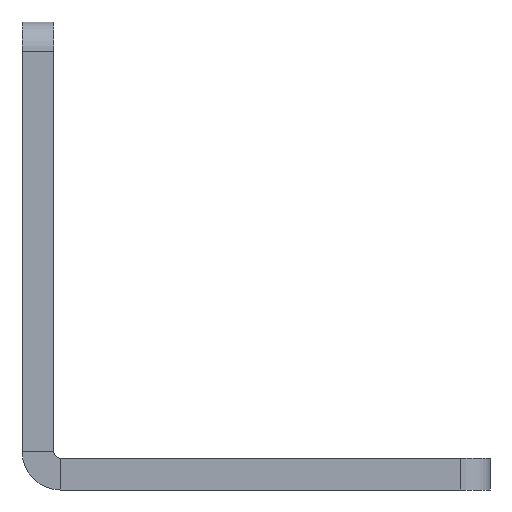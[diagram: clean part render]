
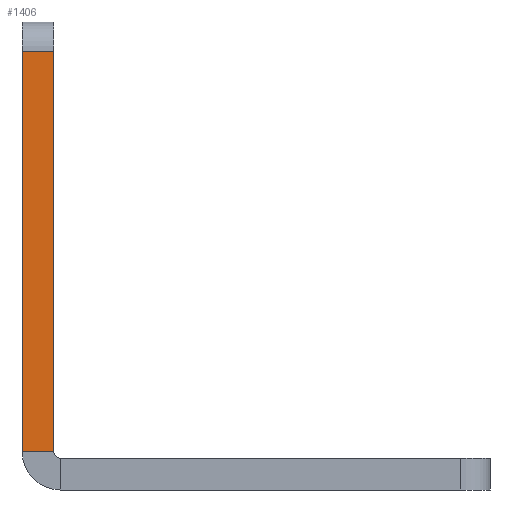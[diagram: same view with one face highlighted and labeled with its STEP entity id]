
A CAD part, front view. The second image highlights one B-rep face of the part: STEP entity #1406.
In plain terms, the highlighted planar face has unit normal (0, -1, 0).
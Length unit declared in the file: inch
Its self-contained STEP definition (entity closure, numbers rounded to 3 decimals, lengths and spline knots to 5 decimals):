
#64 = EDGE_LOOP ( 'NONE', ( #1298, #1713, #706, #1034 ) ) ;
#86 = DIRECTION ( 'NONE',  ( 0., 0., -1. ) ) ;
#118 = DIRECTION ( 'NONE',  ( 1., 0., 0. ) ) ;
#132 = CARTESIAN_POINT ( 'NONE',  ( 0., -2., 0.165 ) ) ;
#222 = EDGE_CURVE ( 'NONE', #1261, #580, #902, .T. ) ;
#224 = AXIS2_PLACEMENT_3D ( 'NONE', #1294, #1655, #86 ) ;
#325 = VECTOR ( 'NONE', #918, 39.37008 ) ;
#330 = FACE_OUTER_BOUND ( 'NONE', #64, .T. ) ;
#349 = EDGE_CURVE ( 'NONE', #580, #1255, #660, .T. ) ;
#356 = VECTOR ( 'NONE', #1161, 39.37008 ) ;
#580 = VERTEX_POINT ( 'NONE', #990 ) ;
#622 = DIRECTION ( 'NONE',  ( 0., 0., -1. ) ) ;
#660 = LINE ( 'NONE', #1594, #325 ) ;
#706 = ORIENTED_EDGE ( 'NONE', *, *, #349, .T. ) ;
#776 = CARTESIAN_POINT ( 'NONE',  ( 0.135, -2., 0. ) ) ;
#897 = PLANE ( 'NONE',  #224 ) ;
#898 = VECTOR ( 'NONE', #622, 39.37008 ) ;
#902 = LINE ( 'NONE', #1431, #356 ) ;
#918 = DIRECTION ( 'NONE',  ( 0., 0., -1. ) ) ;
#960 = LINE ( 'NONE', #776, #898 ) ;
#990 = CARTESIAN_POINT ( 'NONE',  ( 0., -2., 1.875 ) ) ;
#1034 = ORIENTED_EDGE ( 'NONE', *, *, #1417, .T. ) ;
#1071 = CARTESIAN_POINT ( 'NONE',  ( 0.135, -2., 0.165 ) ) ;
#1145 = LINE ( 'NONE', #1696, #1396 ) ;
#1161 = DIRECTION ( 'NONE',  ( -1., 0., 0. ) ) ;
#1208 = CARTESIAN_POINT ( 'NONE',  ( 0.135, -2., 1.875 ) ) ;
#1255 = VERTEX_POINT ( 'NONE', #132 ) ;
#1261 = VERTEX_POINT ( 'NONE', #1208 ) ;
#1294 = CARTESIAN_POINT ( 'NONE',  ( 0.165, -2., 0.135 ) ) ;
#1298 = ORIENTED_EDGE ( 'NONE', *, *, #1323, .F. ) ;
#1323 = EDGE_CURVE ( 'NONE', #1261, #1510, #960, .T. ) ;
#1396 = VECTOR ( 'NONE', #118, 39.37008 ) ;
#1406 = ADVANCED_FACE ( 'NONE', ( #330 ), #897, .T. ) ;
#1417 = EDGE_CURVE ( 'NONE', #1255, #1510, #1145, .T. ) ;
#1431 = CARTESIAN_POINT ( 'NONE',  ( 0.165, -2., 1.875 ) ) ;
#1510 = VERTEX_POINT ( 'NONE', #1071 ) ;
#1594 = CARTESIAN_POINT ( 'NONE',  ( 0., -2., 0. ) ) ;
#1655 = DIRECTION ( 'NONE',  ( 0., -1., 0. ) ) ;
#1696 = CARTESIAN_POINT ( 'NONE',  ( 0., -2., 0.165 ) ) ;
#1713 = ORIENTED_EDGE ( 'NONE', *, *, #222, .T. ) ;
